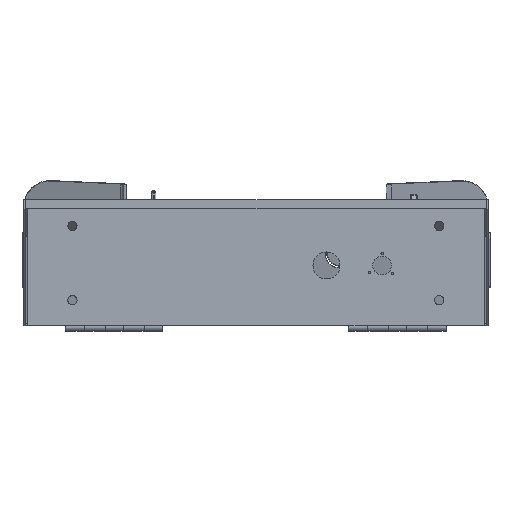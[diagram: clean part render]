
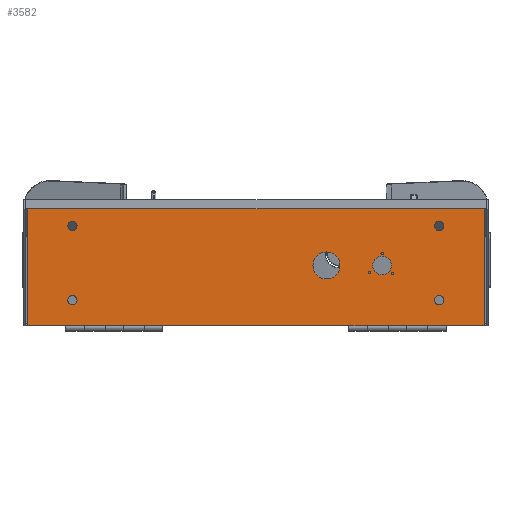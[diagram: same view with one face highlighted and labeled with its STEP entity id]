
A CAD part, front view. The second image highlights one B-rep face of the part: STEP entity #3582.
In plain terms, the highlighted planar face has unit normal (0, -1, 0).
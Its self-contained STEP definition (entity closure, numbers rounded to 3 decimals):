
#114 = AXIS2_PLACEMENT_3D ( 'NONE', #4685, #20448, #15155 ) ;
#154 = ORIENTED_EDGE ( 'NONE', *, *, #516, .T. ) ;
#320 = EDGE_LOOP ( 'NONE', ( #18343 ) ) ;
#372 = EDGE_CURVE ( 'NONE', #3312, #3312, #16640, .T. ) ;
#516 = EDGE_CURVE ( 'NONE', #6105, #6105, #2726, .T. ) ;
#528 = FACE_BOUND ( 'NONE', #12557, .T. ) ;
#583 = CIRCLE ( 'NONE', #19783, 5. ) ;
#1119 = EDGE_CURVE ( 'NONE', #11343, #14241, #3586, .T. ) ;
#1240 = VECTOR ( 'NONE', #16862, 1000. ) ;
#1245 = CARTESIAN_POINT ( 'NONE',  ( 162.5, 21.5, 285.5 ) ) ;
#1794 = DIRECTION ( 'NONE',  ( 0., 0., 1. ) ) ;
#1934 = CARTESIAN_POINT ( 'NONE',  ( 115., 21.5, 183. ) ) ;
#2026 = CARTESIAN_POINT ( 'NONE',  ( 53.5, 21.5, 220.5 ) ) ;
#2349 = VERTEX_POINT ( 'NONE', #11146 ) ;
#2486 = VERTEX_POINT ( 'NONE', #17494 ) ;
#2726 = CIRCLE ( 'NONE', #20554, 5. ) ;
#2735 = EDGE_CURVE ( 'NONE', #19818, #19818, #4011, .T. ) ;
#3312 = VERTEX_POINT ( 'NONE', #10357 ) ;
#3395 = DIRECTION ( 'NONE',  ( 0., 1., 0. ) ) ;
#3582 = ADVANCED_FACE ( 'NONE', ( #11081, #13831, #16627, #19465, #528, #18383, #7231, #10395, #16297, #6859 ), #19113, .F. ) ;
#3586 = LINE ( 'NONE', #10618, #1240 ) ;
#3963 = ORIENTED_EDGE ( 'NONE', *, *, #4768, .T. ) ;
#4011 = CIRCLE ( 'NONE', #114, 1.25 ) ;
#4050 = LINE ( 'NONE', #11088, #4754 ) ;
#4391 = DIRECTION ( 'NONE',  ( 0., 0., -1. ) ) ;
#4633 = CIRCLE ( 'NONE', #10733, 10. ) ;
#4685 = CARTESIAN_POINT ( 'NONE',  ( 40.293, 21.5, 212.875 ) ) ;
#4754 = VECTOR ( 'NONE', #7557, 1000. ) ;
#4768 = EDGE_CURVE ( 'NONE', #14241, #2486, #4050, .T. ) ;
#6105 = VERTEX_POINT ( 'NONE', #20459 ) ;
#6383 = EDGE_CURVE ( 'NONE', #9684, #9684, #14675, .T. ) ;
#6859 = FACE_OUTER_BOUND ( 'NONE', #7024, .T. ) ;
#7024 = EDGE_LOOP ( 'NONE', ( #3963, #21156, #21672, #10483 ) ) ;
#7231 = FACE_BOUND ( 'NONE', #14630, .T. ) ;
#7329 = CARTESIAN_POINT ( 'NONE',  ( -280., 21.5, 188. ) ) ;
#7557 = DIRECTION ( 'NONE',  ( 0., 0., -1. ) ) ;
#7657 = CARTESIAN_POINT ( 'NONE',  ( 162.5, 21.5, 155.5 ) ) ;
#7676 = DIRECTION ( 'NONE',  ( 0., -1., 0. ) ) ;
#7846 = ORIENTED_EDGE ( 'NONE', *, *, #2735, .F. ) ;
#8286 = CARTESIAN_POINT ( 'NONE',  ( -280., 21.5, 268. ) ) ;
#8455 = DIRECTION ( 'NONE',  ( 0., 1., 0. ) ) ;
#8793 = DIRECTION ( 'NONE',  ( 0., 0., 1. ) ) ;
#9164 = LINE ( 'NONE', #15426, #21095 ) ;
#9602 = EDGE_CURVE ( 'NONE', #17734, #17734, #583, .T. ) ;
#9631 = CARTESIAN_POINT ( 'NONE',  ( 163.5, 21.5, 155.5 ) ) ;
#9676 = DIRECTION ( 'NONE',  ( 0., 0., 1. ) ) ;
#9684 = VERTEX_POINT ( 'NONE', #18063 ) ;
#9777 = VECTOR ( 'NONE', #13209, 1000. ) ;
#9780 = EDGE_LOOP ( 'NONE', ( #11704 ) ) ;
#10357 = CARTESIAN_POINT ( 'NONE',  ( 53.5, 21.5, 232. ) ) ;
#10360 = EDGE_CURVE ( 'NONE', #11343, #20502, #9164, .T. ) ;
#10395 = FACE_BOUND ( 'NONE', #9780, .T. ) ;
#10483 = ORIENTED_EDGE ( 'NONE', *, *, #1119, .T. ) ;
#10618 = CARTESIAN_POINT ( 'NONE',  ( 162.5, 21.5, 285.5 ) ) ;
#10733 = AXIS2_PLACEMENT_3D ( 'NONE', #2026, #19930, #16381 ) ;
#10738 = DIRECTION ( 'NONE',  ( 0., 0., -1. ) ) ;
#10854 = CARTESIAN_POINT ( 'NONE',  ( 64.542, 21.5, 210.375 ) ) ;
#10911 = DIRECTION ( 'NONE',  ( 0., 1., 0. ) ) ;
#11061 = EDGE_LOOP ( 'NONE', ( #7846 ) ) ;
#11076 = DIRECTION ( 'NONE',  ( 0., -1., 0. ) ) ;
#11081 = FACE_BOUND ( 'NONE', #17073, .T. ) ;
#11088 = CARTESIAN_POINT ( 'NONE',  ( -328.5, 21.5, 155.5 ) ) ;
#11146 = CARTESIAN_POINT ( 'NONE',  ( 53.5, 21.5, 230.5 ) ) ;
#11343 = VERTEX_POINT ( 'NONE', #16237 ) ;
#11349 = ORIENTED_EDGE ( 'NONE', *, *, #20012, .F. ) ;
#11498 = AXIS2_PLACEMENT_3D ( 'NONE', #17907, #8455, #1794 ) ;
#11704 = ORIENTED_EDGE ( 'NONE', *, *, #9602, .T. ) ;
#11942 = CARTESIAN_POINT ( 'NONE',  ( -280., 21.5, 183. ) ) ;
#12191 = EDGE_CURVE ( 'NONE', #20502, #2486, #20957, .T. ) ;
#12195 = CARTESIAN_POINT ( 'NONE',  ( 64.542, 21.5, 211.625 ) ) ;
#12229 = EDGE_CURVE ( 'NONE', #2349, #2349, #4633, .T. ) ;
#12557 = EDGE_LOOP ( 'NONE', ( #154 ) ) ;
#12734 = CARTESIAN_POINT ( 'NONE',  ( -280., 21.5, 263. ) ) ;
#12839 = CARTESIAN_POINT ( 'NONE',  ( 115., 21.5, 263. ) ) ;
#13185 = CARTESIAN_POINT ( 'NONE',  ( -328.5, 21.5, 285.5 ) ) ;
#13209 = DIRECTION ( 'NONE',  ( -1., 0., 0. ) ) ;
#13229 = EDGE_LOOP ( 'NONE', ( #18705 ) ) ;
#13831 = FACE_BOUND ( 'NONE', #14938, .T. ) ;
#13846 = DIRECTION ( 'NONE',  ( 0., 1., 0. ) ) ;
#14121 = ORIENTED_EDGE ( 'NONE', *, *, #372, .F. ) ;
#14241 = VERTEX_POINT ( 'NONE', #13185 ) ;
#14291 = VERTEX_POINT ( 'NONE', #7329 ) ;
#14630 = EDGE_LOOP ( 'NONE', ( #20966 ) ) ;
#14648 = VERTEX_POINT ( 'NONE', #10854 ) ;
#14675 = CIRCLE ( 'NONE', #11498, 14.5 ) ;
#14737 = DIRECTION ( 'NONE',  ( 0., 0., -1. ) ) ;
#14757 = AXIS2_PLACEMENT_3D ( 'NONE', #20495, #11076, #4391 ) ;
#14938 = EDGE_LOOP ( 'NONE', ( #11349 ) ) ;
#14984 = DIRECTION ( 'NONE',  ( 0., 0., -1. ) ) ;
#15155 = DIRECTION ( 'NONE',  ( 0., 0., -1. ) ) ;
#15207 = CIRCLE ( 'NONE', #20465, 5. ) ;
#15426 = CARTESIAN_POINT ( 'NONE',  ( 163.5, 21.5, 155.5 ) ) ;
#15552 = CARTESIAN_POINT ( 'NONE',  ( 40.293, 21.5, 211.625 ) ) ;
#15688 = VERTEX_POINT ( 'NONE', #17433 ) ;
#15952 = EDGE_CURVE ( 'NONE', #15688, #15688, #17377, .T. ) ;
#16127 = EDGE_LOOP ( 'NONE', ( #16928 ) ) ;
#16237 = CARTESIAN_POINT ( 'NONE',  ( 163.5, 21.5, 285.5 ) ) ;
#16297 = FACE_BOUND ( 'NONE', #13229, .T. ) ;
#16381 = DIRECTION ( 'NONE',  ( 0., 0., 1. ) ) ;
#16567 = DIRECTION ( 'NONE',  ( 0., 1., 0. ) ) ;
#16615 = EDGE_CURVE ( 'NONE', #14291, #14291, #15207, .T. ) ;
#16627 = FACE_BOUND ( 'NONE', #11061, .T. ) ;
#16640 = CIRCLE ( 'NONE', #14757, 1.25 ) ;
#16862 = DIRECTION ( 'NONE',  ( -1., 0., 0. ) ) ;
#16928 = ORIENTED_EDGE ( 'NONE', *, *, #12229, .T. ) ;
#17073 = EDGE_LOOP ( 'NONE', ( #14121 ) ) ;
#17377 = CIRCLE ( 'NONE', #18744, 5. ) ;
#17433 = CARTESIAN_POINT ( 'NONE',  ( 115., 21.5, 258. ) ) ;
#17494 = CARTESIAN_POINT ( 'NONE',  ( -328.5, 21.5, 155.5 ) ) ;
#17734 = VERTEX_POINT ( 'NONE', #8286 ) ;
#17907 = CARTESIAN_POINT ( 'NONE',  ( -6.5, 21.5, 220.5 ) ) ;
#18063 = CARTESIAN_POINT ( 'NONE',  ( -6.5, 21.5, 235. ) ) ;
#18343 = ORIENTED_EDGE ( 'NONE', *, *, #15952, .T. ) ;
#18383 = FACE_BOUND ( 'NONE', #320, .T. ) ;
#18705 = ORIENTED_EDGE ( 'NONE', *, *, #16615, .T. ) ;
#18744 = AXIS2_PLACEMENT_3D ( 'NONE', #12839, #3395, #21266 ) ;
#19014 = AXIS2_PLACEMENT_3D ( 'NONE', #1245, #13846, #9676 ) ;
#19113 = PLANE ( 'NONE',  #19014 ) ;
#19400 = DIRECTION ( 'NONE',  ( 0., 0., 1. ) ) ;
#19465 = FACE_BOUND ( 'NONE', #16127, .T. ) ;
#19783 = AXIS2_PLACEMENT_3D ( 'NONE', #12734, #16567, #19400 ) ;
#19818 = VERTEX_POINT ( 'NONE', #15552 ) ;
#19832 = AXIS2_PLACEMENT_3D ( 'NONE', #12195, #7676, #14984 ) ;
#19930 = DIRECTION ( 'NONE',  ( 0., 1., 0. ) ) ;
#20012 = EDGE_CURVE ( 'NONE', #14648, #14648, #21419, .T. ) ;
#20170 = DIRECTION ( 'NONE',  ( 0., 1., 0. ) ) ;
#20448 = DIRECTION ( 'NONE',  ( 0., -1., 0. ) ) ;
#20459 = CARTESIAN_POINT ( 'NONE',  ( 115., 21.5, 178. ) ) ;
#20465 = AXIS2_PLACEMENT_3D ( 'NONE', #11942, #10911, #8793 ) ;
#20495 = CARTESIAN_POINT ( 'NONE',  ( 53.5, 21.5, 233.25 ) ) ;
#20502 = VERTEX_POINT ( 'NONE', #9631 ) ;
#20554 = AXIS2_PLACEMENT_3D ( 'NONE', #1934, #20170, #10738 ) ;
#20957 = LINE ( 'NONE', #7657, #9777 ) ;
#20966 = ORIENTED_EDGE ( 'NONE', *, *, #6383, .T. ) ;
#21095 = VECTOR ( 'NONE', #14737, 1000. ) ;
#21156 = ORIENTED_EDGE ( 'NONE', *, *, #12191, .F. ) ;
#21266 = DIRECTION ( 'NONE',  ( 0., 0., -1. ) ) ;
#21419 = CIRCLE ( 'NONE', #19832, 1.25 ) ;
#21672 = ORIENTED_EDGE ( 'NONE', *, *, #10360, .F. ) ;
